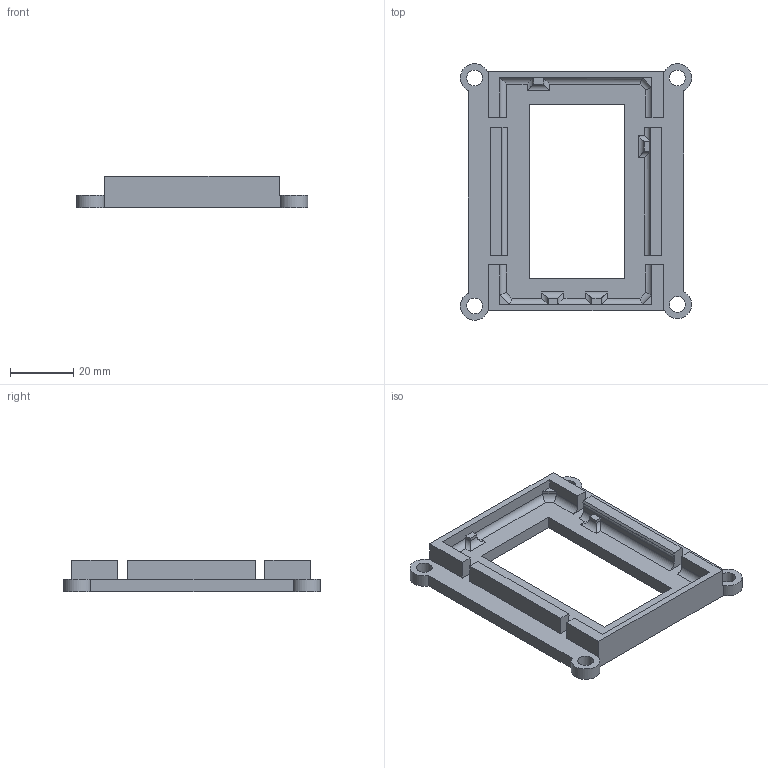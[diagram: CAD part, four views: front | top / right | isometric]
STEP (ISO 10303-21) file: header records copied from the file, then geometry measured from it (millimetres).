
FILE_DESCRIPTION(/* description */ (''),/* implementation_level */ '2;1');
FILE_NAME(/* name */ 'meanwell_holder v3.step',/* time_stamp */ '2025-06-10T20:22:58+02:00',/* author */ (''),/* organization */ (''),/* preprocessor_version */ 'ST-DEVELOPER v20.1',/* originating_system */ 'Autodesk Translation Framework v14.10.0.0',/* authorisation */ '');
FILE_SCHEMA (('AUTOMOTIVE_DESIGN { 1 0 10303 214 3 1 1 }'));
Length unit declared in the file: millimetre
Products named in the file (1): meanwell_holder
Bounding box: 72.99 x 80.98 x 10 mm (x, y, z)
Volume: 18433.7 mm3; surface area: 12066 mm2
Topology: 1 solids, 1 shells, 105 faces, 276 edges, 175 vertices
Faces by surface type: plane 68, cylinder 37
Full cylindrical faces by diameter (mm): 5 x3
Entity records: 3238 total; most frequent: CARTESIAN_POINT 557, ORIENTED_EDGE 552, DIRECTION 539, EDGE_CURVE 276, LINE 225, VECTOR 225, VERTEX_POINT 175, AXIS2_PLACEMENT_3D 157
